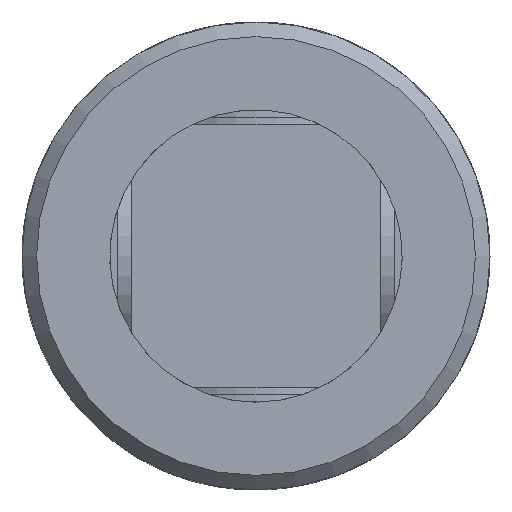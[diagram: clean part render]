
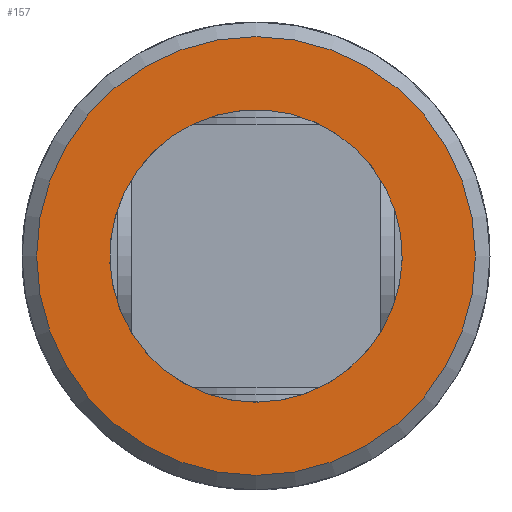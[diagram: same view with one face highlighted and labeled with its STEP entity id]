
A CAD part, left-side view. The second image highlights one B-rep face of the part: STEP entity #157.
In plain terms, the highlighted planar face has unit normal (-1, 0, 0).
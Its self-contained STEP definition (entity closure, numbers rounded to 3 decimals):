
#157 = ADVANCED_FACE( '', ( #311, #312 ), #313, .F. );
#311 = FACE_OUTER_BOUND( '', #467, .T. );
#312 = FACE_BOUND( '', #468, .T. );
#313 = PLANE( '', #469 );
#467 = EDGE_LOOP( '', ( #700 ) );
#468 = EDGE_LOOP( '', ( #701 ) );
#469 = AXIS2_PLACEMENT_3D( '', #702, #703, #704 );
#700 = ORIENTED_EDGE( '', *, *, #852, .F. );
#701 = ORIENTED_EDGE( '', *, *, #927, .T. );
#702 = CARTESIAN_POINT( '', ( 0., 0., 0. ) );
#703 = DIRECTION( '', ( 1., 0., 0. ) );
#704 = DIRECTION( '', ( 0., 0., -1. ) );
#852 = EDGE_CURVE( '', #974, #974, #975, .T. );
#927 = EDGE_CURVE( '', #1093, #1093, #1094, .T. );
#974 = VERTEX_POINT( '', #1191 );
#975 = CIRCLE( '', #1192, 15. );
#1093 = VERTEX_POINT( '', #1607 );
#1094 = CIRCLE( '', #1608, 10. );
#1191 = CARTESIAN_POINT( '', ( 0., 0., -15. ) );
#1192 = AXIS2_PLACEMENT_3D( '', #1735, #1736, #1737 );
#1607 = CARTESIAN_POINT( '', ( 0., 0., -10. ) );
#1608 = AXIS2_PLACEMENT_3D( '', #1821, #1822, #1823 );
#1735 = CARTESIAN_POINT( '', ( 0., 0., 0. ) );
#1736 = DIRECTION( '', ( 1., 0., 0. ) );
#1737 = DIRECTION( '', ( 0., 0., -1. ) );
#1821 = CARTESIAN_POINT( '', ( 0., 0., 0. ) );
#1822 = DIRECTION( '', ( 1., 0., 0. ) );
#1823 = DIRECTION( '', ( 0., 0., -1. ) );
